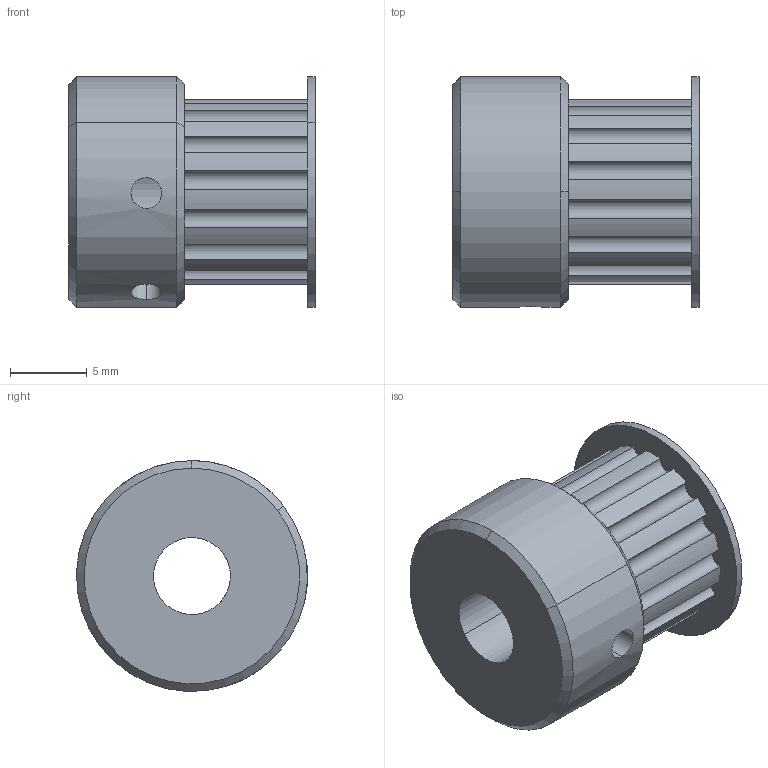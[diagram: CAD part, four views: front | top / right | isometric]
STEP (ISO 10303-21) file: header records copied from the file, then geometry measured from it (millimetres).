
FILE_DESCRIPTION (( 'STEP AP214' ), '1' );
FILE_NAME ('2GT-pulley.step', '2018-06-21T12:57:15', ( 'User' ), ( 'china' ), 'SwSTEP 2.0', 'SolidWorks 2016', '' );
FILE_SCHEMA (( 'AUTOMOTIVE_DESIGN' ));
Length unit declared in the file: millimetre
Products named in the file (1): 2GT-pulley
Bounding box: 16 x 15 x 14.99 mm (x, y, z)
Volume: 1870.7 mm3; surface area: 1499.7 mm2
Topology: 1 solids, 1 shells, 56 faces, 149 edges, 98 vertices
Faces by surface type: cylinder 45, cone 6, plane 5
Entity records: 1957 total; most frequent: CARTESIAN_POINT 440, DIRECTION 345, ORIENTED_EDGE 298, EDGE_CURVE 149, AXIS2_PLACEMENT_3D 147, VERTEX_POINT 98, CIRCLE 90, EDGE_LOOP 65
